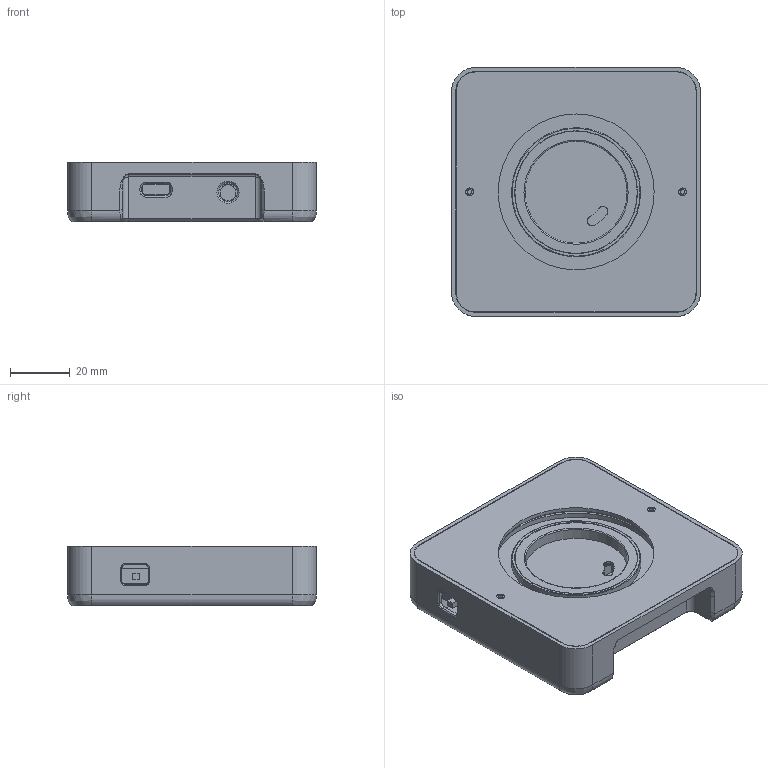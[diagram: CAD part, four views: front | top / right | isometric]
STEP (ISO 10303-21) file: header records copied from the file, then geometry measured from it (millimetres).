
FILE_DESCRIPTION(/* description */ ('HOOPS Exchange Step','CAx-IF Rec.Pracs.---Representation and Presentation of Product Manufacturing Information (PMI)---4.0---2014-10-13'),/* implementation_level */ '2;1');
FILE_NAME(/* name */ 'ha-voice-pe-M3.step',/* time_stamp */ '2025-01-11T21:10:06+01:00',/* author */ (''),/* organization */ (''),/* preprocessor_version */ 'ST-DEVELOPER v20',/* originating_system */ 'Autodesk Translation Framework v13.20.0.188',/* authorisation */ '');
FILE_SCHEMA (('AP242_MANAGED_MODEL_BASED_3D_ENGINEERING_MIM_LF { 1 0 10303 442 1 1 4 }'));
Products named in the file (1): root
Bounding box: 83 x 83 x 20 mm (x, y, z)
Volume: 63700.3 mm3; surface area: 59800.9 mm2
Topology: 4 solids, 4 shells, 1540 faces, 4156 edges, 2727 vertices
Faces by surface type: plane 1000, cylinder 388, bspline 89, cone 47, torus 16
Full cylindrical faces by diameter (mm): 1.4 x78, 1.5 x2, 1.694 x3, 1.707 x1, 2 x1, 2.22 x4, 2.529 x32, 3.086 x16, 3.2 x4, 3.788 x1, 3.799 x1, 4.685 x4, 6.19 x1, 6.5 x4, 7.246 x4, 9.4 x7, 34.021 x1, 43.037 x1, 52 x1, 54.196 x1, 58.068 x1
Entity records: 62590 total; most frequent: CARTESIAN_POINT 24448, ORIENTED_EDGE 8304, DIRECTION 7161, EDGE_CURVE 4152, LINE 3031, VECTOR 3031, VERTEX_POINT 2727, AXIS2_PLACEMENT_3D 2065
